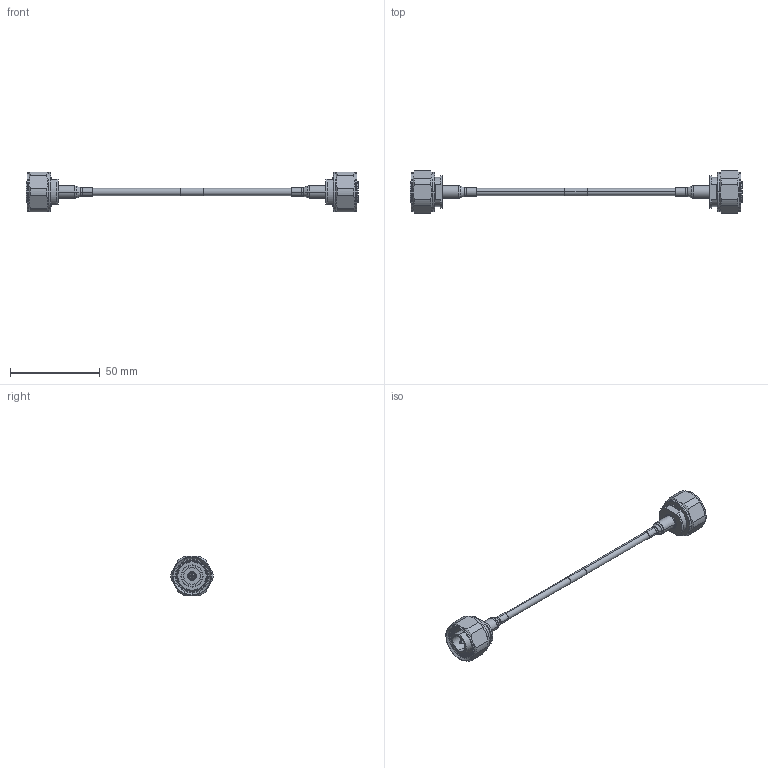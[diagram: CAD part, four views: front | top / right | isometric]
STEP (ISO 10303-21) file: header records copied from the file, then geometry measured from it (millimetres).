
FILE_DESCRIPTION (( 'STEP AP214' ), '1' );
FILE_NAME ('FMCA2300_3D.STEP', '2021-04-14T15:49:08', ( '' ), ( '' ), 'SwSTEP 2.0', 'SolidWorks 2020', '' );
FILE_SCHEMA (( 'AUTOMOTIVE_DESIGN' ));
Length unit declared in the file: inch
Products named in the file (4): TFT-402_WITH LABEL; FMCA2300_3D; TC-402-4195M-LP-PE; TFT-402-MA1
Assembly tree (5 placements, depth 2):
  FMCA2300_3D
    TFT-402_WITH LABEL
    TC-402-4195M-LP-PE  x2
    TFT-402-MA1  x2
Bounding box: 185.42 x 23.46 x 22 mm (x, y, z)
Volume: 10598.9 mm3; surface area: 13384.5 mm2
Topology: 9 solids, 9 shells, 432 faces, 916 edges, 532 vertices
Faces by surface type: cone 164, cylinder 132, plane 76, torus 60
Entity records: 6696 total; most frequent: CARTESIAN_POINT 1526, DIRECTION 1170, ORIENTED_EDGE 934, AXIS2_PLACEMENT_3D 498, EDGE_CURVE 467, VERTEX_POINT 272, CIRCLE 269, EDGE_LOOP 245
